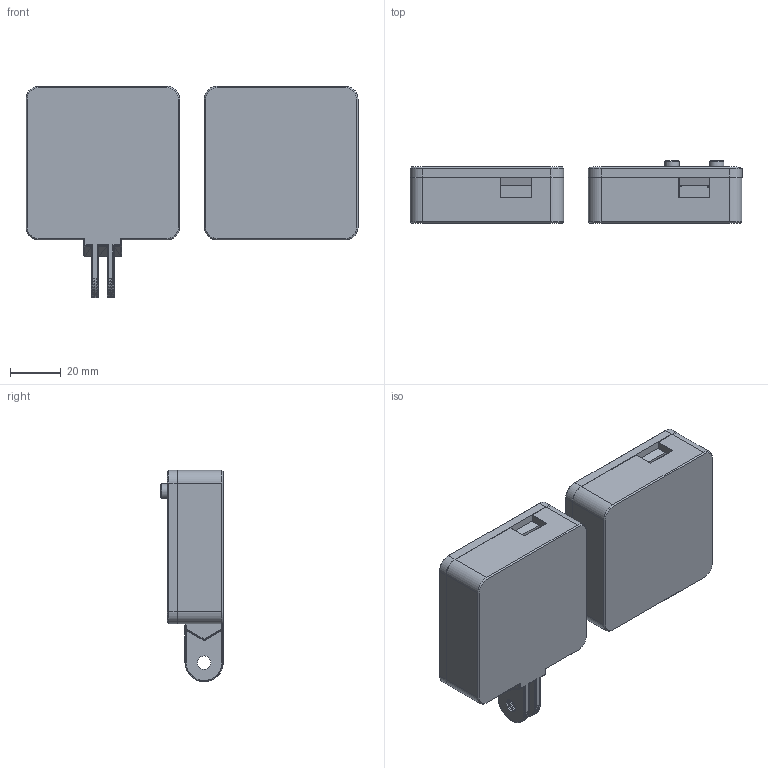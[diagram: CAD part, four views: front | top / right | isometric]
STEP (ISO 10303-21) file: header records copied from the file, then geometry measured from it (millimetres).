
FILE_DESCRIPTION(/* description */ (''),/* implementation_level */ '2;1');
FILE_NAME(/* name */ 'ESP32 RACEBOX v10.step',/* time_stamp */ '2025-06-28T09:28:13-04:00',/* author */ (''),/* organization */ (''),/* preprocessor_version */ 'ST-DEVELOPER v20.1',/* originating_system */ 'Autodesk Translation Framework v14.10.0.0',/* authorisation */ '');
FILE_SCHEMA (('AUTOMOTIVE_DESIGN { 1 0 10303 214 3 1 1 }'));
Products named in the file (9): ESP Case Redesign; Base; axdl mount; Lid 16mm gps; Button 1; Button 2; Base with gopro mount; Lid 25mm gps; Accelormeter blank
Assembly tree (8 placements, depth 2):
  ESP Case Redesign
    Base
    axdl mount
    Lid 16mm gps
    Button 1
    Button 2
    Base with gopro mount
    Lid 25mm gps
    Accelormeter blank
Bounding box: 130.32 x 24.5 x 82.99 mm (x, y, z)
Volume: 101393.3 mm3; surface area: 57069 mm2
Topology: 8 solids, 8 shells, 2851 faces, 5574 edges, 2831 vertices
Faces by surface type: plane 2398, bspline 174, cylinder 171, cone 94, torus 10, sphere 4
Full cylindrical faces by diameter (mm): 2.8 x4, 3.2 x2, 3.6 x2, 5.7 x2, 6 x4, 7.5 x2, 8 x4
Entity records: 72055 total; most frequent: CARTESIAN_POINT 16099, ORIENTED_EDGE 11132, DIRECTION 11025, EDGE_CURVE 5566, LINE 4767, VECTOR 4767, AXIS2_PLACEMENT_3D 3129, EDGE_LOOP 3003
